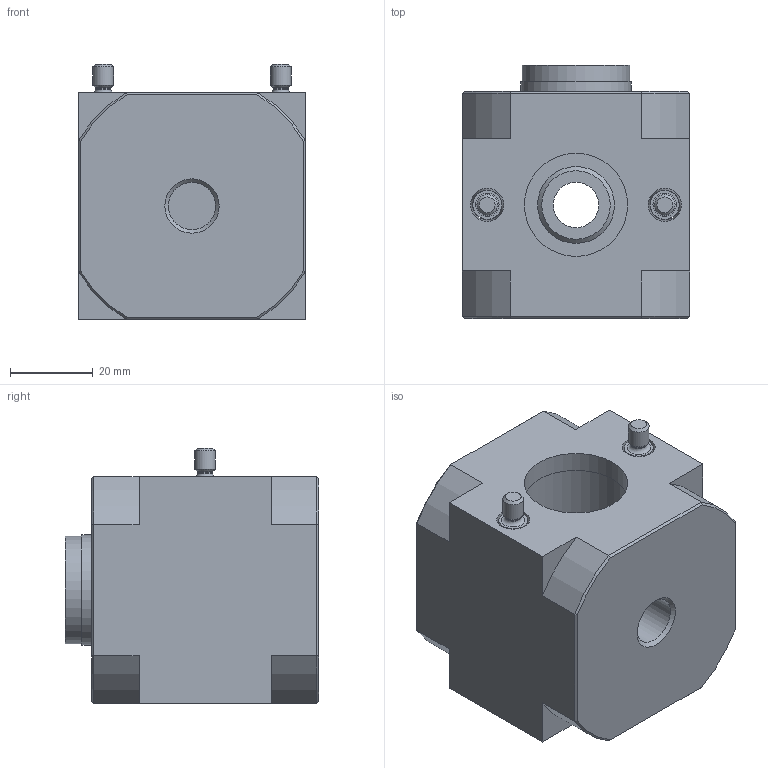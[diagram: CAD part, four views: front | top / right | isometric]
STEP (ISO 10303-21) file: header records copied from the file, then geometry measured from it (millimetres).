
FILE_DESCRIPTION(/* description */ ('STEP AP214'),/* implementation_level */ '2;1');
FILE_NAME(/* name */ '170688_FRM-H-D-MIDI',/* time_stamp */ '2024-08-28T18:55:01+02:00',/* author */ ('License CC BY-ND 4.0'),/* organization */ ('CADENAS'),/* preprocessor_version */ 'ST-DEVELOPER v19.3',/* originating_system */ 'PARTsolutions',/* authorisation */ ' ');
FILE_SCHEMA (('AUTOMOTIVE_DESIGN {1 0 10303 214 3 1 1}'));
Length unit declared in the file: millimetre
Products named in the file (5): 170688 FRM-H-D-MIDI; 4016333 FRM-H-...-MIDI; 351358 FRB-D-MIDI; DIN-908 G1/2A; 531774 OK-1/2
Assembly tree (5 placements, depth 2):
  170688 FRM-H-D-MIDI
    4016333 FRM-H-...-MIDI
    351358 FRB-D-MIDI  x2
    DIN-908 G1/2A
    531774 OK-1/2
Bounding box: 55 x 61.35 x 61.8 mm (x, y, z)
Volume: 136836.4 mm3; surface area: 31489.5 mm2
Topology: 5 solids, 5 shells, 118 faces, 255 edges, 159 vertices
Faces by surface type: plane 49, cone 36, cylinder 29, torus 4
Full cylindrical faces by diameter (mm): 3.7 x2, 4.134 x2, 5 x2, 7 x2, 11.445 x1, 12.4 x1, 18.631 x1, 20.955 x1, 21.2 x1, 25 x1, 26 x2, 26.4 x1, 26.7 x1, 29 x1, 30.8 x1, 52 x1
Entity records: 3270 total; most frequent: CARTESIAN_POINT 538, DIRECTION 468, ORIENTED_EDGE 370, AXIS2_PLACEMENT_3D 196, EDGE_CURVE 185, FACE_BOUND 165, EDGE_LOOP 163, VERTEX_POINT 138
